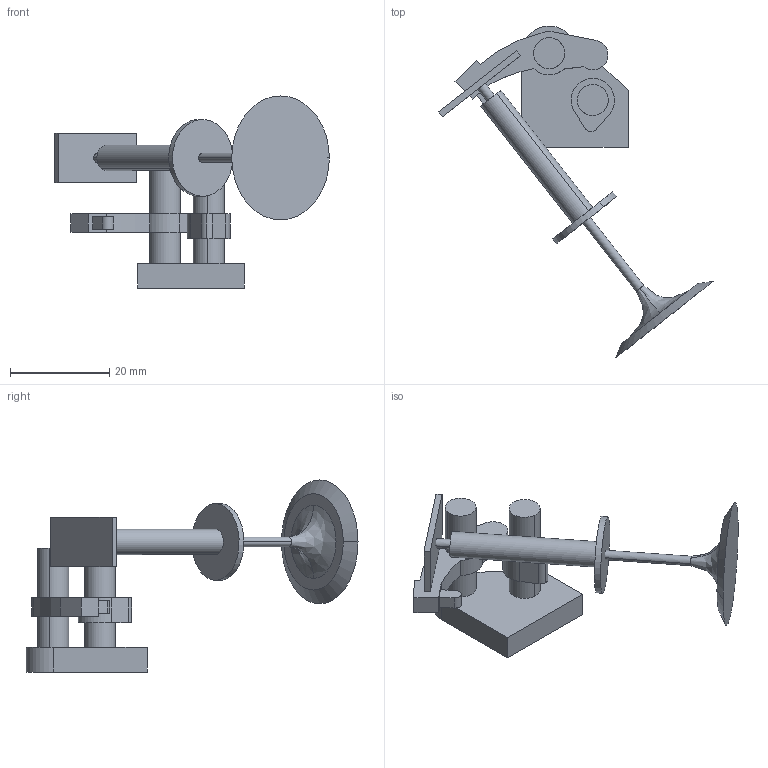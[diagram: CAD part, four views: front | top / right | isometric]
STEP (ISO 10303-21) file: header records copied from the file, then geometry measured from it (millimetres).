
FILE_DESCRIPTION(('Open CASCADE Model'),'2;1');
FILE_NAME('Open CASCADE Shape Model','2013-11-29T14:46:34',('Author'),( 'Open CASCADE'),'Open CASCADE STEP processor 6.6','Open CASCADE 6.6' ,'Unknown');
FILE_SCHEMA(('AUTOMOTIVE_DESIGN_CC2 { 1 2 10303 214 -1 1 5 4 }'));
Length unit declared in the file: millimetre
Products named in the file (1): Open CASCADE STEP translator 6.6 1
Bounding box: 55.37 x 66.92 x 38.75 mm (x, y, z)
Volume: 6114.4 mm3; surface area: 6206.7 mm2
Topology: 6 solids, 6 shells, 72 faces, 163 edges, 109 vertices
Faces by surface type: plane 37, cylinder 31, bspline 2, cone 2
Entity records: 4646 total; most frequent: CARTESIAN_POINT 1807, DIRECTION 401, ORIENTED_EDGE 326, PCURVE 326, DEFINITIONAL_REPRESENTATION 326, B_SPLINE_CURVE_WITH_KNOTS 238, EDGE_CURVE 163, SURFACE_CURVE 163
